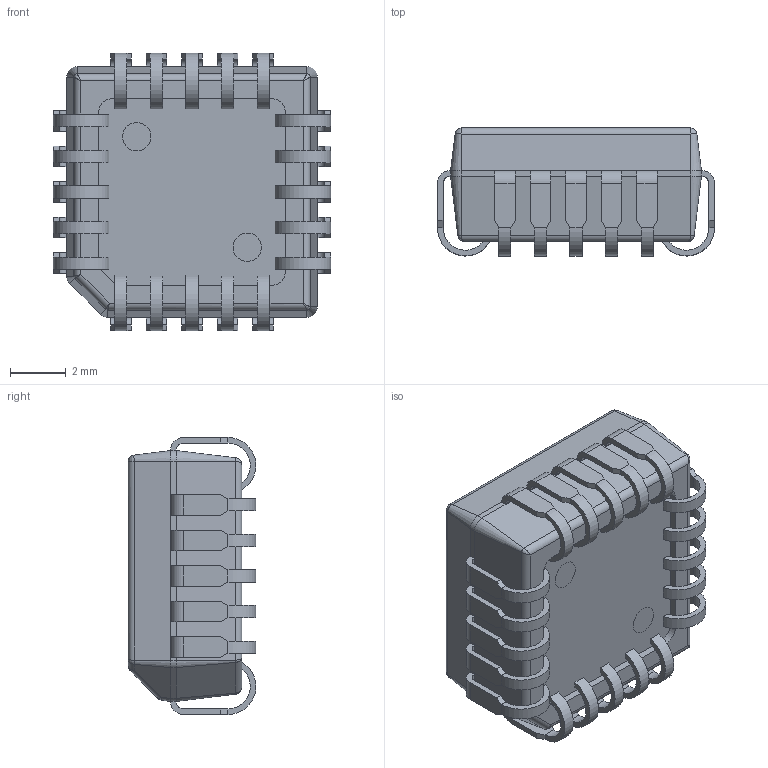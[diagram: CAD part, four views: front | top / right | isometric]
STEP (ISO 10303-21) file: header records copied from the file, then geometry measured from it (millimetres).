
FILE_DESCRIPTION (( 'STEP AP214' ), '1' );
FILE_NAME ('FN20.STEP', '2020-08-14T03:07:57', ( '' ), ( '' ), 'SwSTEP 2.0', 'SolidWorks 2017', '' );
FILE_SCHEMA (( 'AUTOMOTIVE_DESIGN' ));
Length unit declared in the file: inch
Products named in the file (1): FN20
Bounding box: 9.91 x 4.57 x 9.91 mm (x, y, z)
Volume: 301.1 mm3; surface area: 530 mm2
Topology: 22 solids, 22 shells, 410 faces, 962 edges, 590 vertices
Faces by surface type: plane 274, cylinder 114, cone 10, bspline 10, sphere 2
Entity records: 14361 total; most frequent: CARTESIAN_POINT 3701, DIRECTION 1938, ORIENTED_EDGE 1904, EDGE_CURVE 952, VECTOR 712, LINE 712, AXIS2_PLACEMENT_3D 613, VERTEX_POINT 590
